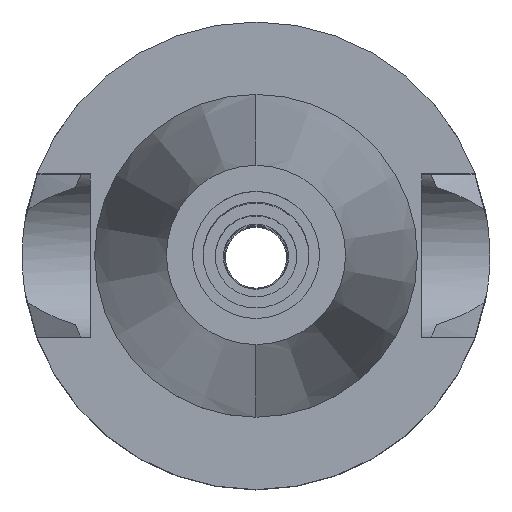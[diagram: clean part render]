
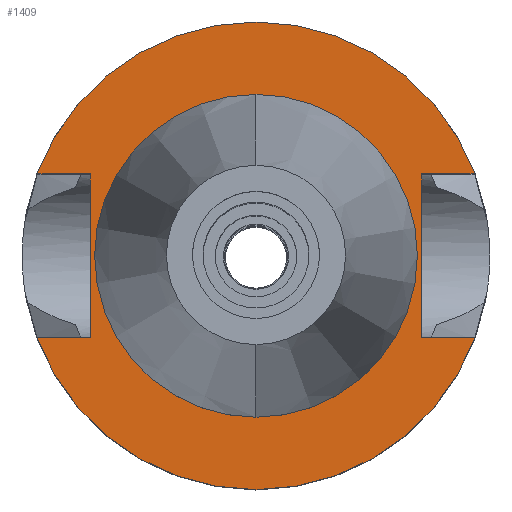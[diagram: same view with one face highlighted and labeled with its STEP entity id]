
A CAD part, top view. The second image highlights one B-rep face of the part: STEP entity #1409.
In plain terms, the highlighted planar face has unit normal (0, 0, 1).
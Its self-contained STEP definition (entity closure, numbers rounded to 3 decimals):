
#121=DIRECTION('',(0.,1.,0.));
#122=VECTOR('',#121,16.1);
#123=CARTESIAN_POINT('',(-16.3,-8.05,-1.));
#124=LINE('',#123,#122);
#128=DIRECTION('',(-1.,0.,0.));
#129=VECTOR('',#128,5.245);
#130=CARTESIAN_POINT('',(-16.3,8.05,-1.));
#131=LINE('',#130,#129);
#135=CARTESIAN_POINT('',(0.,0.,-1.));
#136=DIRECTION('',(0.,0.,-1.));
#137=DIRECTION('',(-0.937,0.35,0.));
#138=AXIS2_PLACEMENT_3D('',#135,#136,#137);
#143=CARTESIAN_POINT('',(0.,0.,-1.));
#144=DIRECTION('',(0.,0.,-1.));
#145=DIRECTION('',(0.,1.,0.));
#146=AXIS2_PLACEMENT_3D('',#143,#144,#145);
#151=DIRECTION('',(0.,-1.,0.));
#152=VECTOR('',#151,16.1);
#153=CARTESIAN_POINT('',(16.3,8.05,-1.));
#154=LINE('',#153,#152);
#158=DIRECTION('',(1.,0.,0.));
#159=VECTOR('',#158,5.245);
#160=CARTESIAN_POINT('',(16.3,-8.05,-1.));
#161=LINE('',#160,#159);
#165=CARTESIAN_POINT('',(0.,0.,-1.));
#166=DIRECTION('',(0.,0.,-1.));
#167=DIRECTION('',(0.937,-0.35,0.));
#168=AXIS2_PLACEMENT_3D('',#165,#166,#167);
#173=CARTESIAN_POINT('',(0.,0.,-1.));
#174=DIRECTION('',(0.,0.,-1.));
#175=DIRECTION('',(0.,-1.,0.));
#176=AXIS2_PLACEMENT_3D('',#173,#174,#175);
#181=CARTESIAN_POINT('',(0.,0.,-1.));
#182=DIRECTION('',(0.,0.,1.));
#183=DIRECTION('',(0.,-1.,0.));
#184=AXIS2_PLACEMENT_3D('',#181,#182,#183);
#189=CARTESIAN_POINT('',(0.,0.,-1.));
#190=DIRECTION('',(0.,0.,1.));
#191=DIRECTION('',(0.,1.,0.));
#192=AXIS2_PLACEMENT_3D('',#189,#190,#191);
#237=DIRECTION('',(-1.,0.,0.));
#238=VECTOR('',#237,5.245);
#239=CARTESIAN_POINT('',(-16.3,-8.05,-1.));
#240=LINE('',#239,#238);
#360=DIRECTION('',(1.,0.,0.));
#361=VECTOR('',#360,5.245);
#362=CARTESIAN_POINT('',(16.3,8.05,-1.));
#363=LINE('',#362,#361);
#1276=CARTESIAN_POINT('',(-16.3,-8.05,-1.));
#1277=VERTEX_POINT('',#1276);
#1278=CARTESIAN_POINT('',(-21.545,-8.05,-1.));
#1279=VERTEX_POINT('',#1278);
#1280=CARTESIAN_POINT('',(-16.3,8.05,-1.));
#1281=VERTEX_POINT('',#1280);
#1282=CARTESIAN_POINT('',(-21.545,8.05,-1.));
#1283=VERTEX_POINT('',#1282);
#1284=CARTESIAN_POINT('',(0.,23.,-1.));
#1285=CARTESIAN_POINT('',(21.545,8.05,-1.));
#1286=VERTEX_POINT('',#1284);
#1287=VERTEX_POINT('',#1285);
#1288=CARTESIAN_POINT('',(16.3,8.05,-1.));
#1289=VERTEX_POINT('',#1288);
#1290=CARTESIAN_POINT('',(16.3,-8.05,-1.));
#1291=VERTEX_POINT('',#1290);
#1292=CARTESIAN_POINT('',(21.545,-8.05,-1.));
#1293=VERTEX_POINT('',#1292);
#1294=CARTESIAN_POINT('',(0.,-23.,-1.));
#1295=VERTEX_POINT('',#1294);
#1296=CARTESIAN_POINT('',(0.,-15.875,-1.));
#1297=CARTESIAN_POINT('',(0.,15.875,-1.));
#1298=VERTEX_POINT('',#1296);
#1299=VERTEX_POINT('',#1297);
#1378=CARTESIAN_POINT('',(0.,0.,-1.));
#1379=DIRECTION('',(0.,0.,-1.));
#1380=DIRECTION('',(0.,-1.,0.));
#1381=AXIS2_PLACEMENT_3D('',#1378,#1379,#1380);
#1382=PLANE('',#1381);
#1384=ORIENTED_EDGE('',*,*,#1383,.T.);
#1386=ORIENTED_EDGE('',*,*,#1385,.T.);
#1388=ORIENTED_EDGE('',*,*,#1387,.T.);
#1390=ORIENTED_EDGE('',*,*,#1389,.T.);
#1392=ORIENTED_EDGE('',*,*,#1391,.F.);
#1394=ORIENTED_EDGE('',*,*,#1393,.T.);
#1396=ORIENTED_EDGE('',*,*,#1395,.T.);
#1398=ORIENTED_EDGE('',*,*,#1397,.T.);
#1400=ORIENTED_EDGE('',*,*,#1399,.T.);
#1402=ORIENTED_EDGE('',*,*,#1401,.F.);
#1403=EDGE_LOOP('',(#1384,#1386,#1388,#1390,#1392,#1394,#1396,#1398,#1400,
#1402));
#1404=FACE_OUTER_BOUND('',#1403,.F.);
#1405=ORIENTED_EDGE('',*,*,#1357,.T.);
#1406=ORIENTED_EDGE('',*,*,#1373,.T.);
#1407=EDGE_LOOP('',(#1405,#1406));
#1408=FACE_BOUND('',#1407,.F.);
#139=CIRCLE('',#138,23.);
#147=CIRCLE('',#146,23.);
#169=CIRCLE('',#168,23.);
#177=CIRCLE('',#176,23.);
#185=CIRCLE('',#184,15.875);
#193=CIRCLE('',#192,15.875);
#1357=EDGE_CURVE('',#1298,#1299,#185,.T.);
#1373=EDGE_CURVE('',#1299,#1298,#193,.T.);
#1383=EDGE_CURVE('',#1277,#1281,#124,.T.);
#1385=EDGE_CURVE('',#1281,#1283,#131,.T.);
#1387=EDGE_CURVE('',#1283,#1286,#139,.T.);
#1389=EDGE_CURVE('',#1286,#1287,#147,.T.);
#1391=EDGE_CURVE('',#1289,#1287,#363,.T.);
#1393=EDGE_CURVE('',#1289,#1291,#154,.T.);
#1395=EDGE_CURVE('',#1291,#1293,#161,.T.);
#1397=EDGE_CURVE('',#1293,#1295,#169,.T.);
#1399=EDGE_CURVE('',#1295,#1279,#177,.T.);
#1401=EDGE_CURVE('',#1277,#1279,#240,.T.);
#1409=ADVANCED_FACE('',(#1404,#1408),#1382,.F.);
